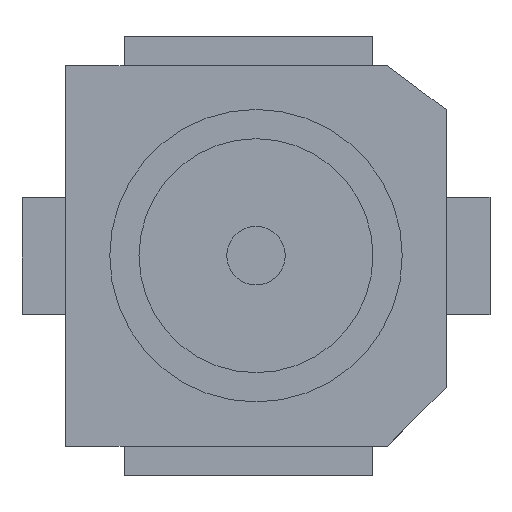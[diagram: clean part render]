
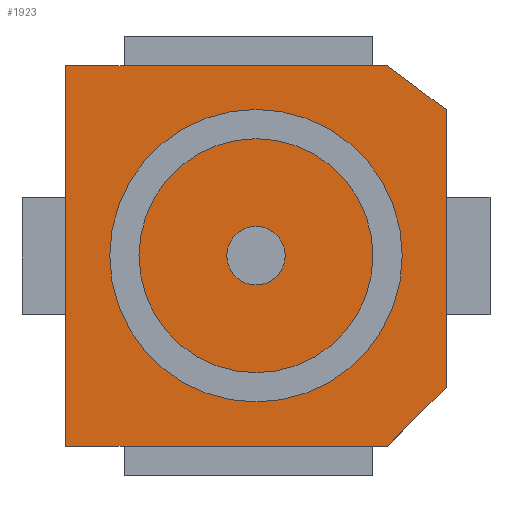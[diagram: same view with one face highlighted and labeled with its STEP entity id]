
A CAD part, top view. The second image highlights one B-rep face of the part: STEP entity #1923.
In plain terms, the highlighted planar face has unit normal (0, 0, 1).
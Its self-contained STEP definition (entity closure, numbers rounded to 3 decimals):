
#1455 = VERTEX_POINT('',#1456);
#1456 = CARTESIAN_POINT('',(-1.3,1.3,0.35));
#1463 = PLANE('',#1464);
#1464 = AXIS2_PLACEMENT_3D('',#1465,#1466,#1467);
#1465 = CARTESIAN_POINT('',(-1.3,1.3,0.));
#1466 = DIRECTION('',(1.,0.,-0.));
#1467 = DIRECTION('',(0.,-1.,0.));
#1475 = PLANE('',#1476);
#1476 = AXIS2_PLACEMENT_3D('',#1477,#1478,#1479);
#1477 = CARTESIAN_POINT('',(0.9,1.3,0.));
#1478 = DIRECTION('',(0.,-1.,0.));
#1479 = DIRECTION('',(-1.,0.,0.));
#1487 = EDGE_CURVE('',#1455,#1488,#1490,.T.);
#1488 = VERTEX_POINT('',#1489);
#1489 = CARTESIAN_POINT('',(-1.3,-1.3,0.35));
#1490 = SURFACE_CURVE('',#1491,(#1495,#1502),.PCURVE_S1.);
#1491 = LINE('',#1492,#1493);
#1492 = CARTESIAN_POINT('',(-1.3,1.3,0.35));
#1493 = VECTOR('',#1494,1.);
#1494 = DIRECTION('',(0.,-1.,0.));
#1495 = PCURVE('',#1463,#1496);
#1496 = DEFINITIONAL_REPRESENTATION('',(#1497),#1501);
#1497 = LINE('',#1498,#1499);
#1498 = CARTESIAN_POINT('',(0.,-0.35));
#1499 = VECTOR('',#1500,1.);
#1500 = DIRECTION('',(1.,0.));
#1501 = ( GEOMETRIC_REPRESENTATION_CONTEXT(2) 
PARAMETRIC_REPRESENTATION_CONTEXT() REPRESENTATION_CONTEXT('2D SPACE',''
  ) );
#1502 = PCURVE('',#1503,#1508);
#1503 = PLANE('',#1504);
#1504 = AXIS2_PLACEMENT_3D('',#1505,#1506,#1507);
#1505 = CARTESIAN_POINT('',(-0.062,0.005,0.35)
  );
#1506 = DIRECTION('',(0.,0.,1.));
#1507 = DIRECTION('',(1.,0.,0.));
#1508 = DEFINITIONAL_REPRESENTATION('',(#1509),#1513);
#1509 = LINE('',#1510,#1511);
#1510 = CARTESIAN_POINT('',(-1.238,1.295));
#1511 = VECTOR('',#1512,1.);
#1512 = DIRECTION('',(0.,-1.));
#1513 = ( GEOMETRIC_REPRESENTATION_CONTEXT(2) 
PARAMETRIC_REPRESENTATION_CONTEXT() REPRESENTATION_CONTEXT('2D SPACE',''
  ) );
#1531 = PLANE('',#1532);
#1532 = AXIS2_PLACEMENT_3D('',#1533,#1534,#1535);
#1533 = CARTESIAN_POINT('',(-1.3,-1.3,0.));
#1534 = DIRECTION('',(0.,1.,0.));
#1535 = DIRECTION('',(1.,0.,0.));
#1573 = EDGE_CURVE('',#1488,#1574,#1576,.T.);
#1574 = VERTEX_POINT('',#1575);
#1575 = CARTESIAN_POINT('',(0.9,-1.3,0.35));
#1576 = SURFACE_CURVE('',#1577,(#1581,#1588),.PCURVE_S1.);
#1577 = LINE('',#1578,#1579);
#1578 = CARTESIAN_POINT('',(-1.3,-1.3,0.35));
#1579 = VECTOR('',#1580,1.);
#1580 = DIRECTION('',(1.,0.,0.));
#1581 = PCURVE('',#1531,#1582);
#1582 = DEFINITIONAL_REPRESENTATION('',(#1583),#1587);
#1583 = LINE('',#1584,#1585);
#1584 = CARTESIAN_POINT('',(0.,-0.35));
#1585 = VECTOR('',#1586,1.);
#1586 = DIRECTION('',(1.,0.));
#1587 = ( GEOMETRIC_REPRESENTATION_CONTEXT(2) 
PARAMETRIC_REPRESENTATION_CONTEXT() REPRESENTATION_CONTEXT('2D SPACE',''
  ) );
#1588 = PCURVE('',#1503,#1589);
#1589 = DEFINITIONAL_REPRESENTATION('',(#1590),#1594);
#1590 = LINE('',#1591,#1592);
#1591 = CARTESIAN_POINT('',(-1.238,-1.305));
#1592 = VECTOR('',#1593,1.);
#1593 = DIRECTION('',(1.,0.));
#1594 = ( GEOMETRIC_REPRESENTATION_CONTEXT(2) 
PARAMETRIC_REPRESENTATION_CONTEXT() REPRESENTATION_CONTEXT('2D SPACE',''
  ) );
#1612 = PLANE('',#1613);
#1613 = AXIS2_PLACEMENT_3D('',#1614,#1615,#1616);
#1614 = CARTESIAN_POINT('',(0.9,-1.3,0.));
#1615 = DIRECTION('',(-0.707,0.707,0.));
#1616 = DIRECTION('',(0.707,0.707,0.));
#1649 = EDGE_CURVE('',#1574,#1650,#1652,.T.);
#1650 = VERTEX_POINT('',#1651);
#1651 = CARTESIAN_POINT('',(1.3,-0.9,0.35));
#1652 = SURFACE_CURVE('',#1653,(#1657,#1664),.PCURVE_S1.);
#1653 = LINE('',#1654,#1655);
#1654 = CARTESIAN_POINT('',(0.9,-1.3,0.35));
#1655 = VECTOR('',#1656,1.);
#1656 = DIRECTION('',(0.707,0.707,0.));
#1657 = PCURVE('',#1612,#1658);
#1658 = DEFINITIONAL_REPRESENTATION('',(#1659),#1663);
#1659 = LINE('',#1660,#1661);
#1660 = CARTESIAN_POINT('',(0.,-0.35));
#1661 = VECTOR('',#1662,1.);
#1662 = DIRECTION('',(1.,0.));
#1663 = ( GEOMETRIC_REPRESENTATION_CONTEXT(2) 
PARAMETRIC_REPRESENTATION_CONTEXT() REPRESENTATION_CONTEXT('2D SPACE',''
  ) );
#1664 = PCURVE('',#1503,#1665);
#1665 = DEFINITIONAL_REPRESENTATION('',(#1666),#1670);
#1666 = LINE('',#1667,#1668);
#1667 = CARTESIAN_POINT('',(0.962,-1.305));
#1668 = VECTOR('',#1669,1.);
#1669 = DIRECTION('',(0.707,0.707));
#1670 = ( GEOMETRIC_REPRESENTATION_CONTEXT(2) 
PARAMETRIC_REPRESENTATION_CONTEXT() REPRESENTATION_CONTEXT('2D SPACE',''
  ) );
#1688 = PLANE('',#1689);
#1689 = AXIS2_PLACEMENT_3D('',#1690,#1691,#1692);
#1690 = CARTESIAN_POINT('',(1.3,-0.9,0.));
#1691 = DIRECTION('',(-1.,0.,0.));
#1692 = DIRECTION('',(0.,1.,0.));
#1725 = EDGE_CURVE('',#1650,#1726,#1728,.T.);
#1726 = VERTEX_POINT('',#1727);
#1727 = CARTESIAN_POINT('',(1.3,1.,0.35));
#1728 = SURFACE_CURVE('',#1729,(#1733,#1740),.PCURVE_S1.);
#1729 = LINE('',#1730,#1731);
#1730 = CARTESIAN_POINT('',(1.3,-0.9,0.35));
#1731 = VECTOR('',#1732,1.);
#1732 = DIRECTION('',(0.,1.,0.));
#1733 = PCURVE('',#1688,#1734);
#1734 = DEFINITIONAL_REPRESENTATION('',(#1735),#1739);
#1735 = LINE('',#1736,#1737);
#1736 = CARTESIAN_POINT('',(0.,-0.35));
#1737 = VECTOR('',#1738,1.);
#1738 = DIRECTION('',(1.,0.));
#1739 = ( GEOMETRIC_REPRESENTATION_CONTEXT(2) 
PARAMETRIC_REPRESENTATION_CONTEXT() REPRESENTATION_CONTEXT('2D SPACE',''
  ) );
#1740 = PCURVE('',#1503,#1741);
#1741 = DEFINITIONAL_REPRESENTATION('',(#1742),#1746);
#1742 = LINE('',#1743,#1744);
#1743 = CARTESIAN_POINT('',(1.362,-0.905));
#1744 = VECTOR('',#1745,1.);
#1745 = DIRECTION('',(0.,1.));
#1746 = ( GEOMETRIC_REPRESENTATION_CONTEXT(2) 
PARAMETRIC_REPRESENTATION_CONTEXT() REPRESENTATION_CONTEXT('2D SPACE',''
  ) );
#1764 = PLANE('',#1765);
#1765 = AXIS2_PLACEMENT_3D('',#1766,#1767,#1768);
#1766 = CARTESIAN_POINT('',(1.3,1.,0.));
#1767 = DIRECTION('',(-0.6,-0.8,0.));
#1768 = DIRECTION('',(-0.8,0.6,0.));
#1801 = EDGE_CURVE('',#1726,#1802,#1804,.T.);
#1802 = VERTEX_POINT('',#1803);
#1803 = CARTESIAN_POINT('',(0.9,1.3,0.35));
#1804 = SURFACE_CURVE('',#1805,(#1809,#1816),.PCURVE_S1.);
#1805 = LINE('',#1806,#1807);
#1806 = CARTESIAN_POINT('',(1.3,1.,0.35));
#1807 = VECTOR('',#1808,1.);
#1808 = DIRECTION('',(-0.8,0.6,0.));
#1809 = PCURVE('',#1764,#1810);
#1810 = DEFINITIONAL_REPRESENTATION('',(#1811),#1815);
#1811 = LINE('',#1812,#1813);
#1812 = CARTESIAN_POINT('',(0.,-0.35));
#1813 = VECTOR('',#1814,1.);
#1814 = DIRECTION('',(1.,0.));
#1815 = ( GEOMETRIC_REPRESENTATION_CONTEXT(2) 
PARAMETRIC_REPRESENTATION_CONTEXT() REPRESENTATION_CONTEXT('2D SPACE',''
  ) );
#1816 = PCURVE('',#1503,#1817);
#1817 = DEFINITIONAL_REPRESENTATION('',(#1818),#1822);
#1818 = LINE('',#1819,#1820);
#1819 = CARTESIAN_POINT('',(1.362,0.995));
#1820 = VECTOR('',#1821,1.);
#1821 = DIRECTION('',(-0.8,0.6));
#1822 = ( GEOMETRIC_REPRESENTATION_CONTEXT(2) 
PARAMETRIC_REPRESENTATION_CONTEXT() REPRESENTATION_CONTEXT('2D SPACE',''
  ) );
#1872 = EDGE_CURVE('',#1802,#1455,#1873,.T.);
#1873 = SURFACE_CURVE('',#1874,(#1878,#1885),.PCURVE_S1.);
#1874 = LINE('',#1875,#1876);
#1875 = CARTESIAN_POINT('',(0.9,1.3,0.35));
#1876 = VECTOR('',#1877,1.);
#1877 = DIRECTION('',(-1.,0.,0.));
#1878 = PCURVE('',#1475,#1879);
#1879 = DEFINITIONAL_REPRESENTATION('',(#1880),#1884);
#1880 = LINE('',#1881,#1882);
#1881 = CARTESIAN_POINT('',(0.,-0.35));
#1882 = VECTOR('',#1883,1.);
#1883 = DIRECTION('',(1.,0.));
#1884 = ( GEOMETRIC_REPRESENTATION_CONTEXT(2) 
PARAMETRIC_REPRESENTATION_CONTEXT() REPRESENTATION_CONTEXT('2D SPACE',''
  ) );
#1885 = PCURVE('',#1503,#1886);
#1886 = DEFINITIONAL_REPRESENTATION('',(#1887),#1891);
#1887 = LINE('',#1888,#1889);
#1888 = CARTESIAN_POINT('',(0.962,1.295));
#1889 = VECTOR('',#1890,1.);
#1890 = DIRECTION('',(-1.,0.));
#1891 = ( GEOMETRIC_REPRESENTATION_CONTEXT(2) 
PARAMETRIC_REPRESENTATION_CONTEXT() REPRESENTATION_CONTEXT('2D SPACE',''
  ) );
#1923 = ADVANCED_FACE('',(#1924),#1503,.T.);
#1924 = FACE_BOUND('',#1925,.T.);
#1925 = EDGE_LOOP('',(#1926,#1927,#1928,#1929,#1930,#1931));
#1926 = ORIENTED_EDGE('',*,*,#1487,.T.);
#1927 = ORIENTED_EDGE('',*,*,#1573,.T.);
#1928 = ORIENTED_EDGE('',*,*,#1649,.T.);
#1929 = ORIENTED_EDGE('',*,*,#1725,.T.);
#1930 = ORIENTED_EDGE('',*,*,#1801,.T.);
#1931 = ORIENTED_EDGE('',*,*,#1872,.T.);
